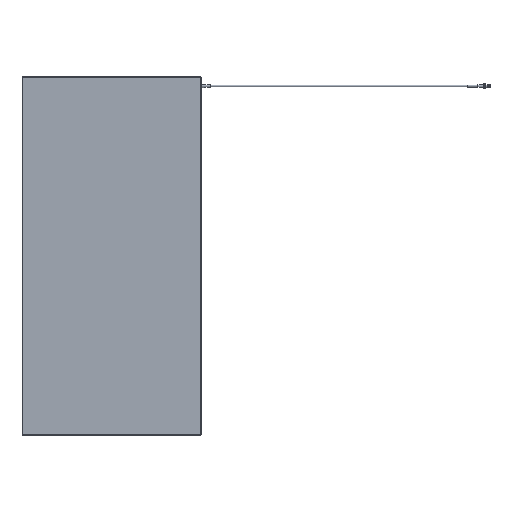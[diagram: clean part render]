
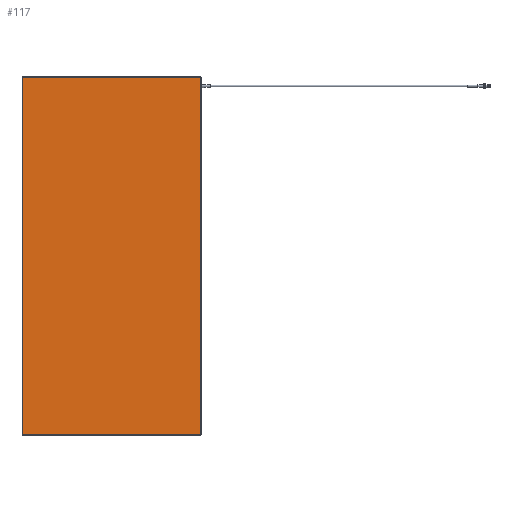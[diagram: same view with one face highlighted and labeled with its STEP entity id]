
A CAD part, front view. The second image highlights one B-rep face of the part: STEP entity #117.
In plain terms, the highlighted planar face has unit normal (0, -1, 0).
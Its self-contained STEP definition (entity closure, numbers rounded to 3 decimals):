
#3 = CARTESIAN_POINT ( 'NONE',  ( 2.5, 0., -598.5 ) ) ;
#31 = LINE ( 'NONE', #3, #5489 ) ;
#38 = VERTEX_POINT ( 'NONE', #1460 ) ;
#107 = EDGE_LOOP ( 'NONE', ( #4535, #5426, #1514, #5514, #983, #4887, #763, #1290 ) ) ;
#117 = ADVANCED_FACE ( 'NONE', ( #1652 ), #507, .F. ) ;
#120 = DIRECTION ( 'NONE',  ( 1., 0., 0. ) ) ;
#205 = CARTESIAN_POINT ( 'NONE',  ( 2.5, 0., -597.5 ) ) ;
#393 = VERTEX_POINT ( 'NONE', #4603 ) ;
#414 = AXIS2_PLACEMENT_3D ( 'NONE', #4005, #5899, #1228 ) ;
#474 = CARTESIAN_POINT ( 'NONE',  ( 297.5, 0., -597.5 ) ) ;
#480 = EDGE_CURVE ( 'NONE', #393, #1957, #3675, .T. ) ;
#502 = DIRECTION ( 'NONE',  ( 0., 0., 1. ) ) ;
#507 = PLANE ( 'NONE',  #414 ) ;
#763 = ORIENTED_EDGE ( 'NONE', *, *, #480, .T. ) ;
#781 = CARTESIAN_POINT ( 'NONE',  ( 2.5, 0., -1.5 ) ) ;
#928 = EDGE_CURVE ( 'NONE', #38, #393, #1902, .T. ) ;
#983 = ORIENTED_EDGE ( 'NONE', *, *, #4827, .T. ) ;
#1215 = CARTESIAN_POINT ( 'NONE',  ( 298.5, 0., -597.5 ) ) ;
#1228 = DIRECTION ( 'NONE',  ( 0., 0., 1. ) ) ;
#1242 = VECTOR ( 'NONE', #1761, 1000. ) ;
#1281 = VERTEX_POINT ( 'NONE', #2201 ) ;
#1290 = ORIENTED_EDGE ( 'NONE', *, *, #3150, .T. ) ;
#1432 = DIRECTION ( 'NONE',  ( 0., 0., -1. ) ) ;
#1460 = CARTESIAN_POINT ( 'NONE',  ( 298.5, 0., -2.5 ) ) ;
#1514 = ORIENTED_EDGE ( 'NONE', *, *, #2914, .T. ) ;
#1614 = VECTOR ( 'NONE', #2717, 1000. ) ;
#1652 = FACE_OUTER_BOUND ( 'NONE', #107, .T. ) ;
#1714 = CARTESIAN_POINT ( 'NONE',  ( 2.5, 0., -1.5 ) ) ;
#1761 = DIRECTION ( 'NONE',  ( -1., 0., 0. ) ) ;
#1902 = CIRCLE ( 'NONE', #3502, 1. ) ;
#1957 = VERTEX_POINT ( 'NONE', #1714 ) ;
#2146 = CIRCLE ( 'NONE', #4614, 1. ) ;
#2201 = CARTESIAN_POINT ( 'NONE',  ( 298.5, 0., -597.5 ) ) ;
#2219 = DIRECTION ( 'NONE',  ( 0., -1., 0. ) ) ;
#2264 = EDGE_CURVE ( 'NONE', #3787, #5196, #3655, .T. ) ;
#2291 = CARTESIAN_POINT ( 'NONE',  ( 1.5, 0., -597.5 ) ) ;
#2446 = DIRECTION ( 'NONE',  ( 0., -1., 0. ) ) ;
#2717 = DIRECTION ( 'NONE',  ( 0., 0., 1. ) ) ;
#2914 = EDGE_CURVE ( 'NONE', #5196, #4057, #31, .T. ) ;
#3150 = EDGE_CURVE ( 'NONE', #1957, #5817, #4605, .T. ) ;
#3160 = CARTESIAN_POINT ( 'NONE',  ( 297.5, 0., -2.5 ) ) ;
#3188 = DIRECTION ( 'NONE',  ( 0., -1., 0. ) ) ;
#3193 = DIRECTION ( 'NONE',  ( 0., 0., 1. ) ) ;
#3251 = AXIS2_PLACEMENT_3D ( 'NONE', #5584, #2219, #4086 ) ;
#3258 = CARTESIAN_POINT ( 'NONE',  ( 1.5, 0., -2.5 ) ) ;
#3348 = CARTESIAN_POINT ( 'NONE',  ( 297.5, 0., -598.5 ) ) ;
#3502 = AXIS2_PLACEMENT_3D ( 'NONE', #3160, #3188, #5058 ) ;
#3655 = CIRCLE ( 'NONE', #4232, 1. ) ;
#3675 = LINE ( 'NONE', #781, #1242 ) ;
#3783 = CARTESIAN_POINT ( 'NONE',  ( 1.5, 0., -597.5 ) ) ;
#3787 = VERTEX_POINT ( 'NONE', #2291 ) ;
#4005 = CARTESIAN_POINT ( 'NONE',  ( 2.5, 0., -597.5 ) ) ;
#4057 = VERTEX_POINT ( 'NONE', #3348 ) ;
#4086 = DIRECTION ( 'NONE',  ( 0., 0., 1. ) ) ;
#4232 = AXIS2_PLACEMENT_3D ( 'NONE', #205, #5397, #3193 ) ;
#4308 = EDGE_CURVE ( 'NONE', #4057, #1281, #2146, .T. ) ;
#4535 = ORIENTED_EDGE ( 'NONE', *, *, #4957, .T. ) ;
#4603 = CARTESIAN_POINT ( 'NONE',  ( 297.5, 0., -1.5 ) ) ;
#4605 = CIRCLE ( 'NONE', #3251, 1. ) ;
#4614 = AXIS2_PLACEMENT_3D ( 'NONE', #474, #2446, #502 ) ;
#4792 = CARTESIAN_POINT ( 'NONE',  ( 2.5, 0., -598.5 ) ) ;
#4827 = EDGE_CURVE ( 'NONE', #1281, #38, #5483, .T. ) ;
#4887 = ORIENTED_EDGE ( 'NONE', *, *, #928, .T. ) ;
#4957 = EDGE_CURVE ( 'NONE', #5817, #3787, #6103, .T. ) ;
#5058 = DIRECTION ( 'NONE',  ( 0., 0., 1. ) ) ;
#5100 = VECTOR ( 'NONE', #1432, 1000. ) ;
#5196 = VERTEX_POINT ( 'NONE', #4792 ) ;
#5397 = DIRECTION ( 'NONE',  ( 0., -1., 0. ) ) ;
#5426 = ORIENTED_EDGE ( 'NONE', *, *, #2264, .T. ) ;
#5483 = LINE ( 'NONE', #1215, #1614 ) ;
#5489 = VECTOR ( 'NONE', #120, 1000. ) ;
#5514 = ORIENTED_EDGE ( 'NONE', *, *, #4308, .T. ) ;
#5584 = CARTESIAN_POINT ( 'NONE',  ( 2.5, 0., -2.5 ) ) ;
#5817 = VERTEX_POINT ( 'NONE', #3258 ) ;
#5899 = DIRECTION ( 'NONE',  ( 0., 1., 0. ) ) ;
#6103 = LINE ( 'NONE', #3783, #5100 ) ;
